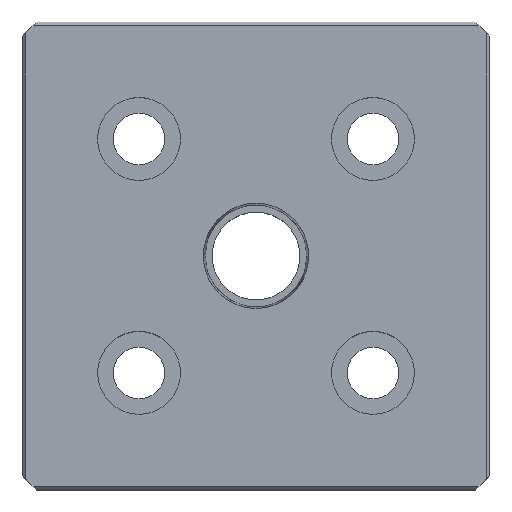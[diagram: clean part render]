
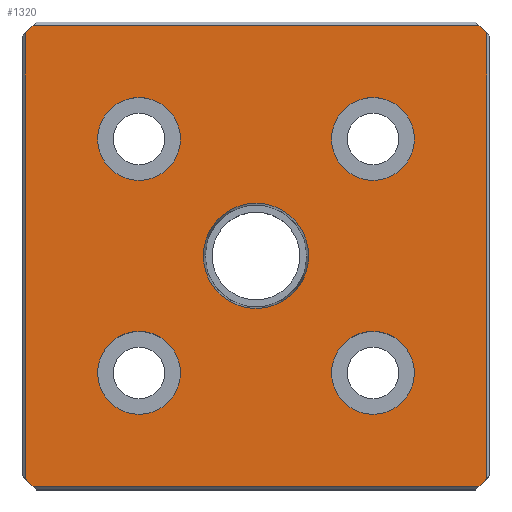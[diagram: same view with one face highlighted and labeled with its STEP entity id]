
A CAD part, top view. The second image highlights one B-rep face of the part: STEP entity #1320.
In plain terms, the highlighted planar face has unit normal (0, 0, 1).
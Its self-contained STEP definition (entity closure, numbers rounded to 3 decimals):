
#172=CARTESIAN_POINT('',(0.484,0.75,0.75));
#173=VERTEX_POINT('',#172);
#182=CARTESIAN_POINT('',(1.016,0.75,0.75));
#183=VERTEX_POINT('',#182);
#184=CARTESIAN_POINT('',(0.75,0.75,0.75));
#185=DIRECTION('',(0.0,0.0,-1.0));
#186=DIRECTION('',(-1.0,0.0,0.0));
#187=AXIS2_PLACEMENT_3D('',#184,#185,#186);
#188=CIRCLE('',#187,0.266);
#189=EDGE_CURVE('',#183,#173,#188,.T.);
#256=CARTESIAN_POINT('',(0.484,-0.75,0.75));
#257=VERTEX_POINT('',#256);
#266=CARTESIAN_POINT('',(1.016,-0.75,0.75));
#267=VERTEX_POINT('',#266);
#268=CARTESIAN_POINT('',(0.75,-0.75,0.75));
#269=DIRECTION('',(0.0,0.0,-1.0));
#270=DIRECTION('',(-1.0,0.0,0.0));
#271=AXIS2_PLACEMENT_3D('',#268,#269,#270);
#272=CIRCLE('',#271,0.266);
#273=EDGE_CURVE('',#267,#257,#272,.T.);
#340=CARTESIAN_POINT('',(1.984,0.75,0.75));
#341=VERTEX_POINT('',#340);
#350=CARTESIAN_POINT('',(2.516,0.75,0.75));
#351=VERTEX_POINT('',#350);
#352=CARTESIAN_POINT('',(2.25,0.75,0.75));
#353=DIRECTION('',(0.0,0.0,-1.0));
#354=DIRECTION('',(-1.0,0.0,0.0));
#355=AXIS2_PLACEMENT_3D('',#352,#353,#354);
#356=CIRCLE('',#355,0.266);
#357=EDGE_CURVE('',#351,#341,#356,.T.);
#424=CARTESIAN_POINT('',(1.984,-0.75,0.75));
#425=VERTEX_POINT('',#424);
#434=CARTESIAN_POINT('',(2.516,-0.75,0.75));
#435=VERTEX_POINT('',#434);
#436=CARTESIAN_POINT('',(2.25,-0.75,0.75));
#437=DIRECTION('',(0.0,0.0,-1.0));
#438=DIRECTION('',(-1.0,0.0,0.0));
#439=AXIS2_PLACEMENT_3D('',#436,#437,#438);
#440=CIRCLE('',#439,0.266);
#441=EDGE_CURVE('',#435,#425,#440,.T.);
#466=CARTESIAN_POINT('',(1.838,0.,0.75));
#467=VERTEX_POINT('',#466);
#476=CARTESIAN_POINT('',(1.163,0.,0.75));
#477=VERTEX_POINT('',#476);
#478=CARTESIAN_POINT('',(1.5,0.,0.75));
#479=DIRECTION('',(0.0,0.0,-1.0));
#480=DIRECTION('',(1.0,0.0,0.0));
#481=AXIS2_PLACEMENT_3D('',#478,#479,#480);
#482=CIRCLE('',#481,0.338);
#483=EDGE_CURVE('',#477,#467,#482,.T.);
#665=CARTESIAN_POINT('',(1.5,0.,0.75));
#666=DIRECTION('',(0.0,0.0,-1.0));
#667=DIRECTION('',(1.0,0.0,0.0));
#668=AXIS2_PLACEMENT_3D('',#665,#666,#667);
#669=CIRCLE('',#668,0.338);
#670=EDGE_CURVE('',#467,#477,#669,.T.);
#694=CARTESIAN_POINT('',(2.93,-1.48,0.75));
#695=VERTEX_POINT('',#694);
#744=CARTESIAN_POINT('',(2.98,-1.43,0.75));
#745=VERTEX_POINT('',#744);
#752=CARTESIAN_POINT('',(2.98,-1.43,0.75));
#753=DIRECTION('',(-0.707,-0.707,0.0));
#754=VECTOR('',#753,0.071);
#755=LINE('',#752,#754);
#756=EDGE_CURVE('',#745,#695,#755,.T.);
#922=CARTESIAN_POINT('',(0.07,-1.48,0.75));
#923=VERTEX_POINT('',#922);
#924=CARTESIAN_POINT('',(2.93,-1.48,0.75));
#925=DIRECTION('',(-1.0,0.0,0.0));
#926=VECTOR('',#925,2.86);
#927=LINE('',#924,#926);
#928=EDGE_CURVE('',#695,#923,#927,.T.);
#945=CARTESIAN_POINT('',(2.98,1.43,0.75));
#946=VERTEX_POINT('',#945);
#986=CARTESIAN_POINT('',(2.93,1.48,0.75));
#987=VERTEX_POINT('',#986);
#994=CARTESIAN_POINT('',(2.93,1.48,0.75));
#995=DIRECTION('',(0.707,-0.707,0.0));
#996=VECTOR('',#995,0.071);
#997=LINE('',#994,#996);
#998=EDGE_CURVE('',#987,#946,#997,.T.);
#1017=CARTESIAN_POINT('',(0.07,1.48,0.75));
#1018=VERTEX_POINT('',#1017);
#1025=CARTESIAN_POINT('',(0.07,1.48,0.75));
#1026=DIRECTION('',(1.0,0.0,0.0));
#1027=VECTOR('',#1026,2.86);
#1028=LINE('',#1025,#1027);
#1029=EDGE_CURVE('',#1018,#987,#1028,.T.);
#1100=CARTESIAN_POINT('',(0.02,1.43,0.75));
#1101=VERTEX_POINT('',#1100);
#1108=CARTESIAN_POINT('',(0.02,1.43,0.75));
#1109=DIRECTION('',(0.707,0.707,0.0));
#1110=VECTOR('',#1109,0.071);
#1111=LINE('',#1108,#1110);
#1112=EDGE_CURVE('',#1101,#1018,#1111,.T.);
#1131=CARTESIAN_POINT('',(0.02,-1.43,0.75));
#1132=VERTEX_POINT('',#1131);
#1139=CARTESIAN_POINT('',(0.02,-1.43,0.75));
#1140=DIRECTION('',(0.0,1.0,0.0));
#1141=VECTOR('',#1140,2.86);
#1142=LINE('',#1139,#1141);
#1143=EDGE_CURVE('',#1132,#1101,#1142,.T.);
#1201=CARTESIAN_POINT('',(0.07,-1.48,0.75));
#1202=DIRECTION('',(-0.707,0.707,0.0));
#1203=VECTOR('',#1202,0.071);
#1204=LINE('',#1201,#1203);
#1205=EDGE_CURVE('',#923,#1132,#1204,.T.);
#1252=CARTESIAN_POINT('',(2.98,1.43,0.75));
#1253=DIRECTION('',(0.0,-1.0,0.0));
#1254=VECTOR('',#1253,2.86);
#1255=LINE('',#1252,#1254);
#1256=EDGE_CURVE('',#946,#745,#1255,.T.);
#1261=CARTESIAN_POINT('',(3.0,1.5,0.75));
#1262=DIRECTION('',(0.0,0.0,-1.0));
#1263=DIRECTION('',(-1.0,0.0,0.0));
#1264=AXIS2_PLACEMENT_3D('',#1261,#1262,#1263);
#1265=PLANE('',#1264);
#1266=ORIENTED_EDGE('',*,*,#756,.F.);
#1267=ORIENTED_EDGE('',*,*,#1256,.F.);
#1268=ORIENTED_EDGE('',*,*,#998,.F.);
#1269=ORIENTED_EDGE('',*,*,#1029,.F.);
#1270=ORIENTED_EDGE('',*,*,#1112,.F.);
#1271=ORIENTED_EDGE('',*,*,#1143,.F.);
#1272=ORIENTED_EDGE('',*,*,#1205,.F.);
#1273=ORIENTED_EDGE('',*,*,#928,.F.);
#1274=EDGE_LOOP('',(#1266,#1267,#1268,#1269,#1270,#1271,#1272,#1273));
#1275=FACE_OUTER_BOUND('',#1274,.T.);
#1276=ORIENTED_EDGE('',*,*,#670,.T.);
#1277=ORIENTED_EDGE('',*,*,#483,.T.);
#1278=EDGE_LOOP('',(#1276,#1277));
#1279=FACE_BOUND('',#1278,.T.);
#1280=CARTESIAN_POINT('',(0.75,0.75,0.75));
#1281=DIRECTION('',(0.0,0.0,-1.0));
#1282=DIRECTION('',(-1.0,0.0,0.0));
#1283=AXIS2_PLACEMENT_3D('',#1280,#1281,#1282);
#1284=CIRCLE('',#1283,0.266);
#1285=EDGE_CURVE('',#173,#183,#1284,.T.);
#1286=ORIENTED_EDGE('',*,*,#1285,.T.);
#1287=ORIENTED_EDGE('',*,*,#189,.T.);
#1288=EDGE_LOOP('',(#1286,#1287));
#1289=FACE_BOUND('',#1288,.T.);
#1290=CARTESIAN_POINT('',(0.75,-0.75,0.75));
#1291=DIRECTION('',(0.0,0.0,-1.0));
#1292=DIRECTION('',(-1.0,0.0,0.0));
#1293=AXIS2_PLACEMENT_3D('',#1290,#1291,#1292);
#1294=CIRCLE('',#1293,0.266);
#1295=EDGE_CURVE('',#257,#267,#1294,.T.);
#1296=ORIENTED_EDGE('',*,*,#1295,.T.);
#1297=ORIENTED_EDGE('',*,*,#273,.T.);
#1298=EDGE_LOOP('',(#1296,#1297));
#1299=FACE_BOUND('',#1298,.T.);
#1300=CARTESIAN_POINT('',(2.25,0.75,0.75));
#1301=DIRECTION('',(0.0,0.0,-1.0));
#1302=DIRECTION('',(-1.0,0.0,0.0));
#1303=AXIS2_PLACEMENT_3D('',#1300,#1301,#1302);
#1304=CIRCLE('',#1303,0.266);
#1305=EDGE_CURVE('',#341,#351,#1304,.T.);
#1306=ORIENTED_EDGE('',*,*,#1305,.T.);
#1307=ORIENTED_EDGE('',*,*,#357,.T.);
#1308=EDGE_LOOP('',(#1306,#1307));
#1309=FACE_BOUND('',#1308,.T.);
#1310=CARTESIAN_POINT('',(2.25,-0.75,0.75));
#1311=DIRECTION('',(0.0,0.0,-1.0));
#1312=DIRECTION('',(-1.0,0.0,0.0));
#1313=AXIS2_PLACEMENT_3D('',#1310,#1311,#1312);
#1314=CIRCLE('',#1313,0.266);
#1315=EDGE_CURVE('',#425,#435,#1314,.T.);
#1316=ORIENTED_EDGE('',*,*,#1315,.T.);
#1317=ORIENTED_EDGE('',*,*,#441,.T.);
#1318=EDGE_LOOP('',(#1316,#1317));
#1319=FACE_BOUND('',#1318,.T.);
#1320=ADVANCED_FACE('',(#1275,#1279,#1289,#1299,#1309,#1319),#1265,.F.);
